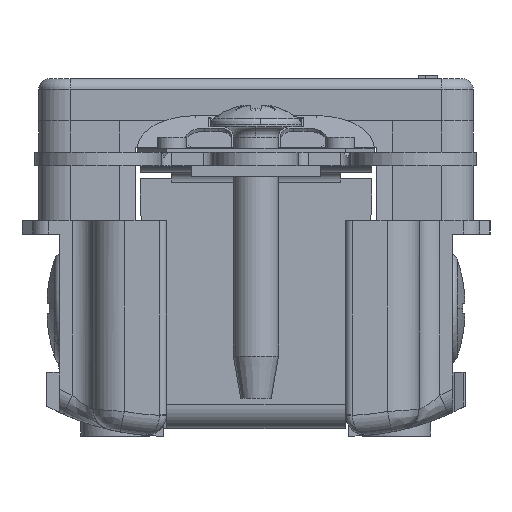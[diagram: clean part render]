
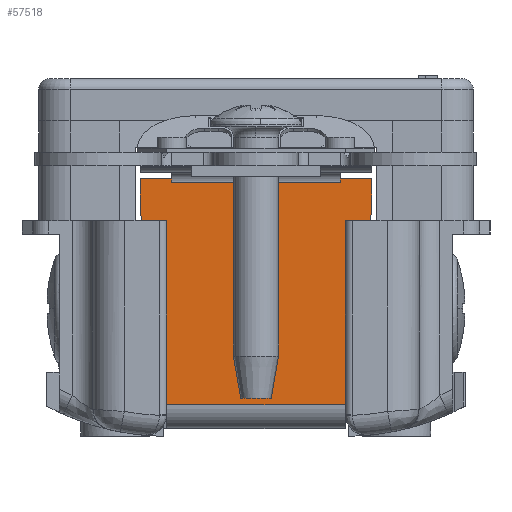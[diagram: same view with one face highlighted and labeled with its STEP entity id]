
A CAD part, front view. The second image highlights one B-rep face of the part: STEP entity #57518.
In plain terms, the highlighted planar face has unit normal (0, -1, 0).
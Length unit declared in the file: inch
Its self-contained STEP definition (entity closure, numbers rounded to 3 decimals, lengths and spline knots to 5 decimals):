
#117 = EDGE_CURVE ( 'NONE', #14794, #1017, #38011, .T. ) ;
#323 = LINE ( 'NONE', #642, #44265 ) ;
#585 = CARTESIAN_POINT ( 'NONE',  ( -0.2655, -1.06, -0.956 ) ) ;
#642 = CARTESIAN_POINT ( 'NONE',  ( -0.3435, -1.06, -0.285 ) ) ;
#711 = AXIS2_PLACEMENT_3D ( 'NONE', #8096, #23461, #51398 ) ;
#1017 = VERTEX_POINT ( 'NONE', #7718 ) ;
#1486 = CARTESIAN_POINT ( 'NONE',  ( -0.25, -1.06, -0.296 ) ) ;
#2049 = CARTESIAN_POINT ( 'NONE',  ( 0.2655, -1.06, -0.265 ) ) ;
#4273 = DIRECTION ( 'NONE',  ( 1., 0., 0. ) ) ;
#4464 = CARTESIAN_POINT ( 'NONE',  ( 0.25, -1.06, -0.285 ) ) ;
#7428 = VERTEX_POINT ( 'NONE', #55856 ) ;
#7718 = CARTESIAN_POINT ( 'NONE',  ( 0.3435, -1.06, -0.36887 ) ) ;
#8096 = CARTESIAN_POINT ( 'NONE',  ( -0.0005, -1.06, -0.36887 ) ) ;
#8457 = DIRECTION ( 'NONE',  ( 0., -1., 0. ) ) ;
#8882 = DIRECTION ( 'NONE',  ( 0., 1., 0. ) ) ;
#9565 = DIRECTION ( 'NONE',  ( 0., 0., -1. ) ) ;
#10323 = CIRCLE ( 'NONE', #27917, 0.344 ) ;
#12940 = CARTESIAN_POINT ( 'NONE',  ( -0.3435, -1.06, -0.36887 ) ) ;
#13258 = VECTOR ( 'NONE', #9565, 39.37008 ) ;
#13356 = DIRECTION ( 'NONE',  ( 1., 0., 0. ) ) ;
#13890 = CARTESIAN_POINT ( 'NONE',  ( 0.3435, -1.06, -0.285 ) ) ;
#14553 = LINE ( 'NONE', #23790, #39130 ) ;
#14735 = CARTESIAN_POINT ( 'NONE',  ( -0.2655, -1.06, -0.296 ) ) ;
#14794 = VERTEX_POINT ( 'NONE', #20818 ) ;
#14856 = AXIS2_PLACEMENT_3D ( 'NONE', #47212, #8882, #23614 ) ;
#16149 = ORIENTED_EDGE ( 'NONE', *, *, #34215, .T. ) ;
#16625 = CARTESIAN_POINT ( 'NONE',  ( 0.3435, -1.06, -0.285 ) ) ;
#16687 = VERTEX_POINT ( 'NONE', #29738 ) ;
#16897 = VERTEX_POINT ( 'NONE', #50167 ) ;
#17076 = CARTESIAN_POINT ( 'NONE',  ( 0.0005, -1.06, -0.36887 ) ) ;
#17310 = VECTOR ( 'NONE', #44127, 39.37008 ) ;
#17497 = FACE_OUTER_BOUND ( 'NONE', #38428, .T. ) ;
#17738 = ORIENTED_EDGE ( 'NONE', *, *, #58941, .T. ) ;
#18664 = ORIENTED_EDGE ( 'NONE', *, *, #50055, .F. ) ;
#19628 = VECTOR ( 'NONE', #35245, 39.37008 ) ;
#19882 = ORIENTED_EDGE ( 'NONE', *, *, #26018, .F. ) ;
#20818 = CARTESIAN_POINT ( 'NONE',  ( 0.2655, -1.06, -0.587 ) ) ;
#21380 = EDGE_CURVE ( 'NONE', #33273, #46599, #21484, .T. ) ;
#21484 = LINE ( 'NONE', #53725, #52335 ) ;
#23046 = LINE ( 'NONE', #23680, #54194 ) ;
#23461 = DIRECTION ( 'NONE',  ( 0., -1., 0. ) ) ;
#23614 = DIRECTION ( 'NONE',  ( 0., 0., 1. ) ) ;
#23680 = CARTESIAN_POINT ( 'NONE',  ( -0.25, -1.06, -0.587 ) ) ;
#23790 = CARTESIAN_POINT ( 'NONE',  ( -0.3435, -1.06, -0.285 ) ) ;
#23970 = DIRECTION ( 'NONE',  ( 0., 0., -1. ) ) ;
#23985 = CARTESIAN_POINT ( 'NONE',  ( -0.2655, -1.06, -0.987 ) ) ;
#26018 = EDGE_CURVE ( 'NONE', #7428, #56684, #23046, .T. ) ;
#27917 = AXIS2_PLACEMENT_3D ( 'NONE', #17076, #8457, #35710 ) ;
#27950 = ORIENTED_EDGE ( 'NONE', *, *, #57788, .F. ) ;
#28178 = LINE ( 'NONE', #52116, #56109 ) ;
#28746 = DIRECTION ( 'NONE',  ( 0., 0., -1. ) ) ;
#29146 = ORIENTED_EDGE ( 'NONE', *, *, #117, .T. ) ;
#29738 = CARTESIAN_POINT ( 'NONE',  ( -0.2655, -1.06, -0.587 ) ) ;
#30620 = PLANE ( 'NONE',  #14856 ) ;
#32122 = VERTEX_POINT ( 'NONE', #48685 ) ;
#32375 = CARTESIAN_POINT ( 'NONE',  ( 0.25, -1.06, -0.296 ) ) ;
#32381 = ORIENTED_EDGE ( 'NONE', *, *, #47853, .F. ) ;
#32861 = LINE ( 'NONE', #13890, #38616 ) ;
#33273 = VERTEX_POINT ( 'NONE', #33442 ) ;
#33442 = CARTESIAN_POINT ( 'NONE',  ( 0.2655, -1.06, -0.956 ) ) ;
#34215 = EDGE_CURVE ( 'NONE', #43681, #40605, #28178, .T. ) ;
#34618 = LINE ( 'NONE', #2049, #45762 ) ;
#35245 = DIRECTION ( 'NONE',  ( 0., 0., -1. ) ) ;
#35710 = DIRECTION ( 'NONE',  ( 0., 0., 1. ) ) ;
#36070 = EDGE_CURVE ( 'NONE', #53882, #16687, #10323, .T. ) ;
#37498 = DIRECTION ( 'NONE',  ( 0., 0., 1. ) ) ;
#37759 = ORIENTED_EDGE ( 'NONE', *, *, #36070, .T. ) ;
#38011 = CIRCLE ( 'NONE', #711, 0.344 ) ;
#38428 = EDGE_LOOP ( 'NONE', ( #27950, #37759, #17738, #40097, #44573, #29146, #50287, #18664, #16149, #47287, #19882, #32381 ) ) ;
#38616 = VECTOR ( 'NONE', #4273, 39.37008 ) ;
#38910 = DIRECTION ( 'NONE',  ( -1., 0., 0. ) ) ;
#39130 = VECTOR ( 'NONE', #13356, 39.37008 ) ;
#40097 = ORIENTED_EDGE ( 'NONE', *, *, #21380, .F. ) ;
#40605 = VERTEX_POINT ( 'NONE', #32375 ) ;
#43681 = VERTEX_POINT ( 'NONE', #4464 ) ;
#44127 = DIRECTION ( 'NONE',  ( 1., 0., 0. ) ) ;
#44265 = VECTOR ( 'NONE', #37498, 39.37008 ) ;
#44573 = ORIENTED_EDGE ( 'NONE', *, *, #55794, .T. ) ;
#45762 = VECTOR ( 'NONE', #58294, 39.37008 ) ;
#46599 = VERTEX_POINT ( 'NONE', #585 ) ;
#46707 = EDGE_CURVE ( 'NONE', #32122, #1017, #58634, .T. ) ;
#47212 = CARTESIAN_POINT ( 'NONE',  ( 0., -1.06, -0.987 ) ) ;
#47287 = ORIENTED_EDGE ( 'NONE', *, *, #55487, .F. ) ;
#47853 = EDGE_CURVE ( 'NONE', #16897, #7428, #14553, .T. ) ;
#48685 = CARTESIAN_POINT ( 'NONE',  ( 0.3435, -1.06, -0.285 ) ) ;
#50055 = EDGE_CURVE ( 'NONE', #43681, #32122, #32861, .T. ) ;
#50167 = CARTESIAN_POINT ( 'NONE',  ( -0.3435, -1.06, -0.285 ) ) ;
#50287 = ORIENTED_EDGE ( 'NONE', *, *, #46707, .F. ) ;
#51398 = DIRECTION ( 'NONE',  ( 0., 0., 1. ) ) ;
#51631 = LINE ( 'NONE', #23985, #13258 ) ;
#52116 = CARTESIAN_POINT ( 'NONE',  ( 0.25, -1.06, -0.587 ) ) ;
#52335 = VECTOR ( 'NONE', #38910, 39.37008 ) ;
#53725 = CARTESIAN_POINT ( 'NONE',  ( 0., -1.06, -0.956 ) ) ;
#53882 = VERTEX_POINT ( 'NONE', #12940 ) ;
#54194 = VECTOR ( 'NONE', #23970, 39.37008 ) ;
#55487 = EDGE_CURVE ( 'NONE', #56684, #40605, #56790, .T. ) ;
#55794 = EDGE_CURVE ( 'NONE', #33273, #14794, #34618, .T. ) ;
#55856 = CARTESIAN_POINT ( 'NONE',  ( -0.25, -1.06, -0.285 ) ) ;
#56109 = VECTOR ( 'NONE', #28746, 39.37008 ) ;
#56684 = VERTEX_POINT ( 'NONE', #1486 ) ;
#56790 = LINE ( 'NONE', #14735, #17310 ) ;
#57518 = ADVANCED_FACE ( 'NONE', ( #17497 ), #30620, .F. ) ;
#57788 = EDGE_CURVE ( 'NONE', #53882, #16897, #323, .T. ) ;
#58294 = DIRECTION ( 'NONE',  ( 0., 0., 1. ) ) ;
#58634 = LINE ( 'NONE', #16625, #19628 ) ;
#58941 = EDGE_CURVE ( 'NONE', #16687, #46599, #51631, .T. ) ;
